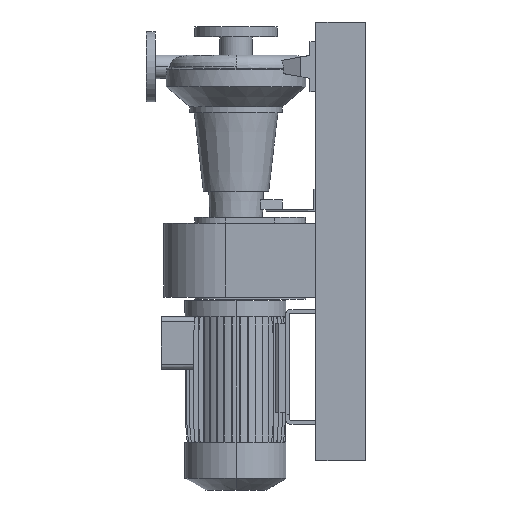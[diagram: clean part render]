
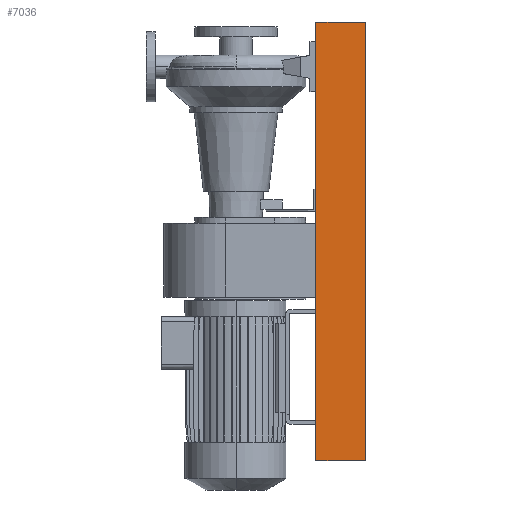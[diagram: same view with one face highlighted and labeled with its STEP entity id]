
A CAD part, left-side view. The second image highlights one B-rep face of the part: STEP entity #7036.
In plain terms, the highlighted planar face has unit normal (-1, 0, 0).
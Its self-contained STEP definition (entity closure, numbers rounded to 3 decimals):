
#32 = DIRECTION ( 'NONE',  ( 0., -1., 0. ) ) ;
#181 = LINE ( 'NONE', #14019, #9287 ) ;
#215 = VECTOR ( 'NONE', #19324, 1000. ) ;
#846 = EDGE_CURVE ( 'NONE', #12620, #20297, #13043, .T. ) ;
#1314 = EDGE_LOOP ( 'NONE', ( #11825, #17265, #2834, #5717 ) ) ;
#1405 = CARTESIAN_POINT ( 'NONE',  ( -150., -50., 440. ) ) ;
#2763 = LINE ( 'NONE', #1405, #13664 ) ;
#2834 = ORIENTED_EDGE ( 'NONE', *, *, #9103, .T. ) ;
#3301 = CARTESIAN_POINT ( 'NONE',  ( -150., -50., -440. ) ) ;
#3752 = CARTESIAN_POINT ( 'NONE',  ( -150., -50., 440. ) ) ;
#4453 = DIRECTION ( 'NONE',  ( 0., 0., 1. ) ) ;
#5717 = ORIENTED_EDGE ( 'NONE', *, *, #846, .T. ) ;
#6051 = EDGE_CURVE ( 'NONE', #9095, #20297, #2763, .T. ) ;
#6522 = EDGE_CURVE ( 'NONE', #9166, #9095, #181, .T. ) ;
#6546 = DIRECTION ( 'NONE',  ( 0., 0., 1. ) ) ;
#6611 = CARTESIAN_POINT ( 'NONE',  ( -150., -50., -440. ) ) ;
#6668 = LINE ( 'NONE', #12993, #215 ) ;
#7036 = ADVANCED_FACE ( 'NONE', ( #11184 ), #17521, .T. ) ;
#9095 = VERTEX_POINT ( 'NONE', #15896 ) ;
#9103 = EDGE_CURVE ( 'NONE', #9166, #12620, #6668, .T. ) ;
#9166 = VERTEX_POINT ( 'NONE', #11735 ) ;
#9208 = AXIS2_PLACEMENT_3D ( 'NONE', #3301, #18667, #4453 ) ;
#9287 = VECTOR ( 'NONE', #6546, 1000. ) ;
#9818 = DIRECTION ( 'NONE',  ( 0., 0., 1. ) ) ;
#11184 = FACE_OUTER_BOUND ( 'NONE', #1314, .T. ) ;
#11735 = CARTESIAN_POINT ( 'NONE',  ( -150., 50., -440. ) ) ;
#11825 = ORIENTED_EDGE ( 'NONE', *, *, #6051, .F. ) ;
#12620 = VERTEX_POINT ( 'NONE', #19354 ) ;
#12993 = CARTESIAN_POINT ( 'NONE',  ( -150., -50., -440. ) ) ;
#13043 = LINE ( 'NONE', #6611, #16538 ) ;
#13664 = VECTOR ( 'NONE', #32, 1000. ) ;
#14019 = CARTESIAN_POINT ( 'NONE',  ( -150., 50., -440. ) ) ;
#15896 = CARTESIAN_POINT ( 'NONE',  ( -150., 50., 440. ) ) ;
#16538 = VECTOR ( 'NONE', #9818, 1000. ) ;
#17265 = ORIENTED_EDGE ( 'NONE', *, *, #6522, .F. ) ;
#17521 = PLANE ( 'NONE',  #9208 ) ;
#18667 = DIRECTION ( 'NONE',  ( -1., 0., 0. ) ) ;
#19324 = DIRECTION ( 'NONE',  ( 0., -1., 0. ) ) ;
#19354 = CARTESIAN_POINT ( 'NONE',  ( -150., -50., -440. ) ) ;
#20297 = VERTEX_POINT ( 'NONE', #3752 ) ;
